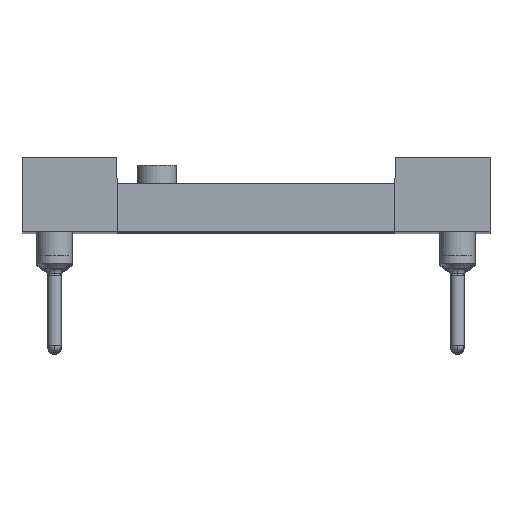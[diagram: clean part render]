
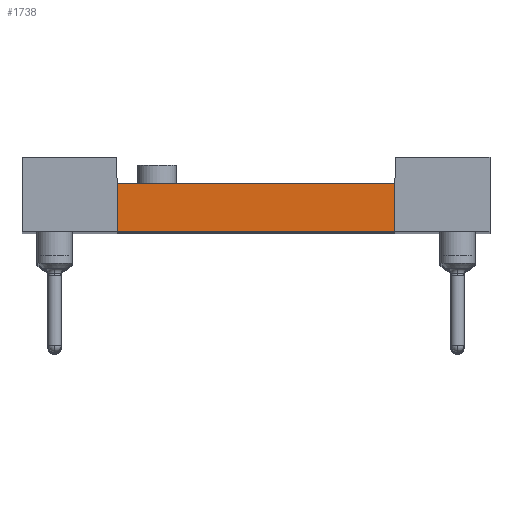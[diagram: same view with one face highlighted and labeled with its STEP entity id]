
A CAD part, top view. The second image highlights one B-rep face of the part: STEP entity #1738.
In plain terms, the highlighted planar face has unit normal (0, 0, 1).
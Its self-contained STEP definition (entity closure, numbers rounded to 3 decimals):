
#1738=ADVANCED_FACE('',(#5205),#5206,.T.);
#5205=FACE_OUTER_BOUND('',#8770,.T.);
#5206=PLANE('',#8771);
#8770=EDGE_LOOP('',(#20694,#20695,#20696,#20697));
#8771=AXIS2_PLACEMENT_3D('',#20698,#20699,#20700);
#20694=ORIENTED_EDGE('',*,*,#24450,.F.);
#20695=ORIENTED_EDGE('',*,*,#24497,.F.);
#20696=ORIENTED_EDGE('',*,*,#24498,.F.);
#20697=ORIENTED_EDGE('',*,*,#24494,.F.);
#20698=CARTESIAN_POINT('',(0.0,1.5,26.25));
#20699=DIRECTION('',(0.0,0.0,1.0));
#20700=DIRECTION('',(1.0,0.0,0.0));
#24450=EDGE_CURVE('',#30021,#30023,#30024,.T.);
#24494=EDGE_CURVE('',#30023,#30092,#30093,.T.);
#24497=EDGE_CURVE('',#30097,#30021,#30098,.T.);
#24498=EDGE_CURVE('',#30092,#30097,#30099,.T.);
#30021=VERTEX_POINT('',#36912);
#30023=VERTEX_POINT('',#36915);
#30024=LINE('',#36916,#36917);
#30092=VERTEX_POINT('',#37022);
#30093=LINE('',#37023,#37024);
#30097=VERTEX_POINT('',#37030);
#30098=LINE('',#37031,#37032);
#30099=LINE('',#37033,#37034);
#36912=CARTESIAN_POINT('',(-5.25,1.8,26.25));
#36915=CARTESIAN_POINT('',(5.25,1.8,26.25));
#36916=CARTESIAN_POINT('',(-2.625,1.8,26.25));
#36917=VECTOR('',#44932,1.0);
#37022=CARTESIAN_POINT('',(5.25,0.,26.25));
#37023=CARTESIAN_POINT('',(5.25,1.5,26.25));
#37024=VECTOR('',#44988,1.0);
#37030=CARTESIAN_POINT('',(-5.25,0.,26.25));
#37031=CARTESIAN_POINT('',(-5.25,1.5,26.25));
#37032=VECTOR('',#44991,1.0);
#37033=CARTESIAN_POINT('',(4.425,0.,26.25));
#37034=VECTOR('',#44992,1.0);
#44932=DIRECTION('',(1.0,0.,0.0));
#44988=DIRECTION('',(0.0,-1.0,0.0));
#44991=DIRECTION('',(0.0,1.0,0.0));
#44992=DIRECTION('',(-1.0,0.0,0.0));
